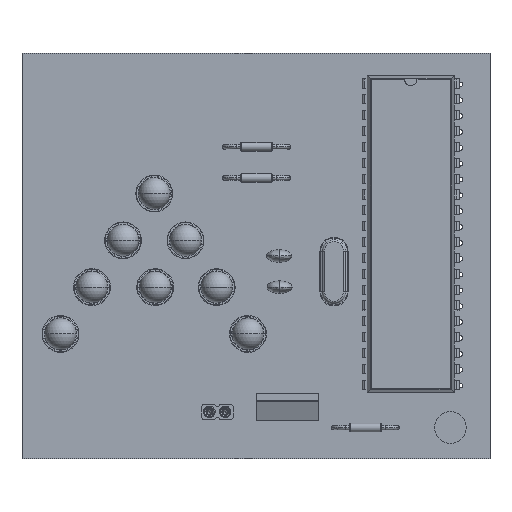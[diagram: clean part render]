
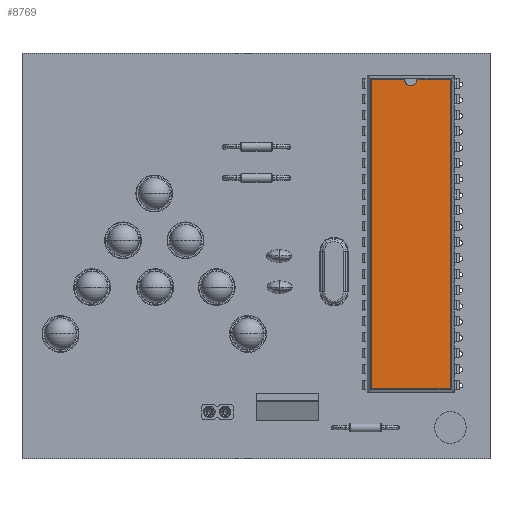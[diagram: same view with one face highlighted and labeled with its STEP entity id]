
A CAD part, top view. The second image highlights one B-rep face of the part: STEP entity #8769.
In plain terms, the highlighted face is planar.
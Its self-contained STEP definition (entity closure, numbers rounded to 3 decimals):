
#6943 = VERTEX_POINT('',#6944);
#6944 = CARTESIAN_POINT('',(1.,6.5,-24.783));
#6963 = EDGE_CURVE('',#6964,#6943,#6966,.T.);
#6964 = VERTEX_POINT('',#6965);
#6965 = CARTESIAN_POINT('',(0.,6.5,-23.783));
#6966 = CIRCLE('',#6967,1.);
#6967 = AXIS2_PLACEMENT_3D('',#6968,#6969,#6970);
#6968 = CARTESIAN_POINT('',(0.,6.5,-24.783));
#6969 = DIRECTION('',(0.,1.,0.));
#6970 = DIRECTION('',(0.,0.,1.));
#8598 = VERTEX_POINT('',#8599);
#8599 = CARTESIAN_POINT('',(-1.,6.5,-24.783));
#8627 = VERTEX_POINT('',#8628);
#8628 = CARTESIAN_POINT('',(-6.368,6.5,-24.783));
#8635 = EDGE_CURVE('',#8598,#8627,#8636,.T.);
#8636 = LINE('',#8637,#8638);
#8637 = CARTESIAN_POINT('',(-6.452,6.5,-24.783));
#8638 = VECTOR('',#8639,1.);
#8639 = DIRECTION('',(-1.,0.,0.));
#8769 = ADVANCED_FACE('',(#8770),#8811,.F.);
#8770 = FACE_BOUND('',#8771,.T.);
#8771 = EDGE_LOOP('',(#8772,#8780,#8781,#8788,#8789,#8797,#8805));
#8772 = ORIENTED_EDGE('',*,*,#8773,.T.);
#8773 = EDGE_CURVE('',#8774,#6943,#8776,.T.);
#8774 = VERTEX_POINT('',#8775);
#8775 = CARTESIAN_POINT('',(6.368,6.5,-24.783));
#8776 = LINE('',#8777,#8778);
#8777 = CARTESIAN_POINT('',(-6.452,6.5,-24.783));
#8778 = VECTOR('',#8779,1.);
#8779 = DIRECTION('',(-1.,0.,0.));
#8780 = ORIENTED_EDGE('',*,*,#6963,.F.);
#8781 = ORIENTED_EDGE('',*,*,#8782,.F.);
#8782 = EDGE_CURVE('',#8598,#6964,#8783,.T.);
#8783 = CIRCLE('',#8784,1.);
#8784 = AXIS2_PLACEMENT_3D('',#8785,#8786,#8787);
#8785 = CARTESIAN_POINT('',(0.,6.5,-24.783));
#8786 = DIRECTION('',(0.,1.,0.));
#8787 = DIRECTION('',(0.,0.,1.));
#8788 = ORIENTED_EDGE('',*,*,#8635,.T.);
#8789 = ORIENTED_EDGE('',*,*,#8790,.T.);
#8790 = EDGE_CURVE('',#8627,#8791,#8793,.T.);
#8791 = VERTEX_POINT('',#8792);
#8792 = CARTESIAN_POINT('',(-6.368,6.5,24.783));
#8793 = LINE('',#8794,#8795);
#8794 = CARTESIAN_POINT('',(-6.368,6.5,24.867));
#8795 = VECTOR('',#8796,1.);
#8796 = DIRECTION('',(0.,0.,1.));
#8797 = ORIENTED_EDGE('',*,*,#8798,.T.);
#8798 = EDGE_CURVE('',#8791,#8799,#8801,.T.);
#8799 = VERTEX_POINT('',#8800);
#8800 = CARTESIAN_POINT('',(6.368,6.5,24.783));
#8801 = LINE('',#8802,#8803);
#8802 = CARTESIAN_POINT('',(6.452,6.5,24.783));
#8803 = VECTOR('',#8804,1.);
#8804 = DIRECTION('',(1.,0.,0.));
#8805 = ORIENTED_EDGE('',*,*,#8806,.T.);
#8806 = EDGE_CURVE('',#8799,#8774,#8807,.T.);
#8807 = LINE('',#8808,#8809);
#8808 = CARTESIAN_POINT('',(6.368,6.5,-24.867));
#8809 = VECTOR('',#8810,1.);
#8810 = DIRECTION('',(0.,0.,-1.));
#8811 = PLANE('',#8812);
#8812 = AXIS2_PLACEMENT_3D('',#8813,#8814,#8815);
#8813 = CARTESIAN_POINT('',(-6.985,6.5,-25.4));
#8814 = DIRECTION('',(0.,-1.,0.));
#8815 = DIRECTION('',(0.,0.,-1.));
